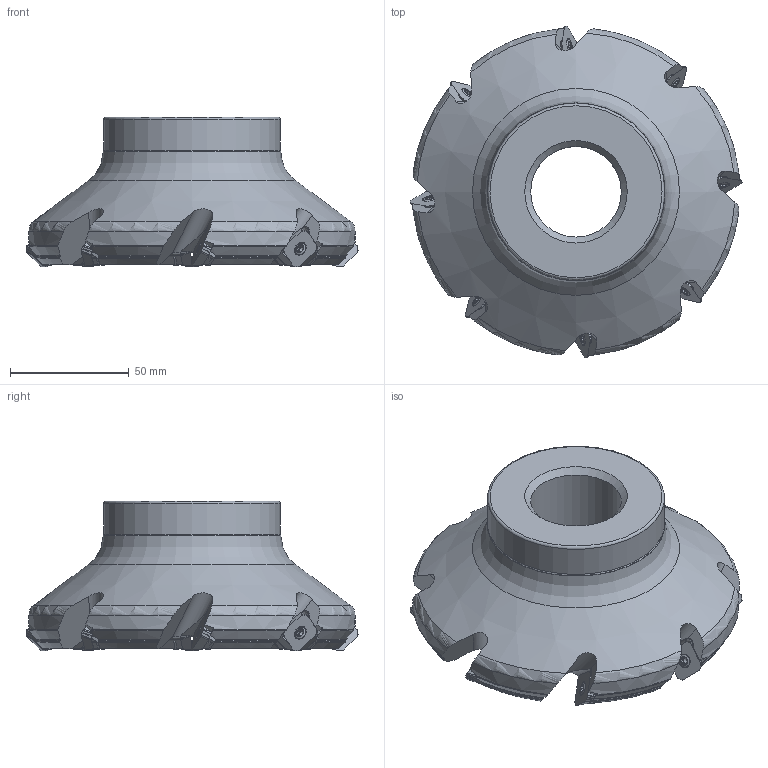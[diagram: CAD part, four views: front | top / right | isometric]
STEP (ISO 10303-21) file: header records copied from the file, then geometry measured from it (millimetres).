
FILE_DESCRIPTION(/* description */ (''),/* implementation_level */ '2;1');
FILE_NAME(/* name */ 'toolassembly_1.stp',/* time_stamp */ '2019-05-02T16:49:18+02:00',/* author */ (''),/* organization */ ('SMS'),/* preprocessor_version */ 'ST-DEVELOPER v15',/* originating_system */ 'SIEMENS PLM Software NX 8.5',/* authorisation */ '');
FILE_SCHEMA (('AUTOMOTIVE_DESIGN { 1 0 10303 214 3 1 1 1 }'));
Length unit declared in the file: millimetre
Products named in the file (4): CUT_20190502164805; NOCUT_20190502164715; ASSEMBLY_CONSTRUCTION; TOOLASSEMBLY_1
Assembly tree (10 placements, depth 2):
  TOOLASSEMBLY_1
    ASSEMBLY_CONSTRUCTION
    NOCUT_20190502164715
    CUT_20190502164805  x8
Bounding box: 139.68 x 139.68 x 63 mm (x, y, z)
Volume: 362771 mm3; surface area: 54151.7 mm2
Topology: 9 solids, 9 shells, 1147 faces, 3487 edges, 2410 vertices
Faces by surface type: plane 427, extrusion 296, cone 142, cylinder 132, torus 118, sphere 32
Full cylindrical faces by diameter (mm): 3.5 x8, 4.1 x8, 5.25 x8, 38.112 x1, 56 x1, 74.386 x1, 74.886 x1
Entity records: 35313 total; most frequent: CARTESIAN_POINT 13854, ORIENTED_EDGE 4654, DIRECTION 4113, EDGE_CURVE 2327, AXIS2_PLACEMENT_3D 1646, VERTEX_POINT 1567, EDGE_LOOP 952, B_SPLINE_CURVE_WITH_KNOTS 868
